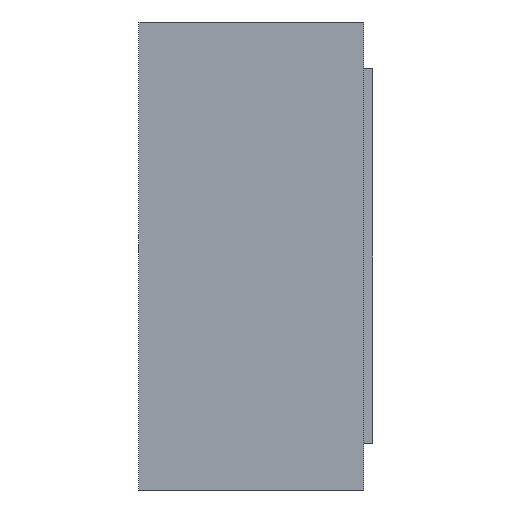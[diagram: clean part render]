
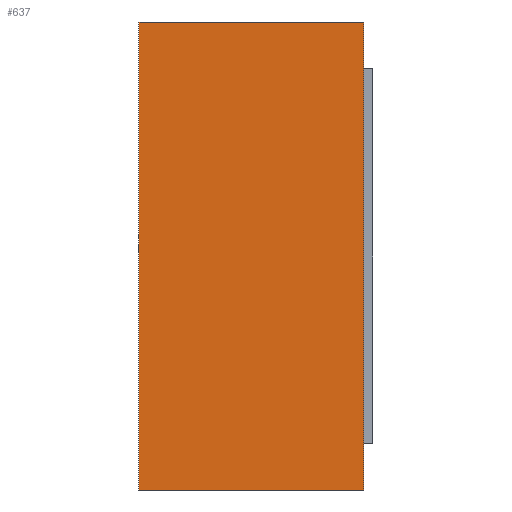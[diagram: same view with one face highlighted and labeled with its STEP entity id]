
A CAD part, left-side view. The second image highlights one B-rep face of the part: STEP entity #637.
In plain terms, the highlighted planar face has unit normal (-1, 0, 0).
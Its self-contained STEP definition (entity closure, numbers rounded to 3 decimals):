
#157 = LINE ( 'NONE', #591, #191 ) ;
#191 = VECTOR ( 'NONE', #1090, 1000. ) ;
#293 = VERTEX_POINT ( 'NONE', #1650 ) ;
#296 = CARTESIAN_POINT ( 'NONE',  ( -0.8, 0.48, -0.5 ) ) ;
#375 = CARTESIAN_POINT ( 'NONE',  ( -0.8, 0.48, 0.5 ) ) ;
#460 = VERTEX_POINT ( 'NONE', #522 ) ;
#467 = DIRECTION ( 'NONE',  ( 0., 0., -1. ) ) ;
#489 = FACE_OUTER_BOUND ( 'NONE', #1131, .T. ) ;
#522 = CARTESIAN_POINT ( 'NONE',  ( -0.8, 0.48, 0.5 ) ) ;
#531 = AXIS2_PLACEMENT_3D ( 'NONE', #1122, #1144, #467 ) ;
#535 = LINE ( 'NONE', #375, #540 ) ;
#540 = VECTOR ( 'NONE', #1191, 1000. ) ;
#591 = CARTESIAN_POINT ( 'NONE',  ( -0.8, 0., 0.5 ) ) ;
#606 = ORIENTED_EDGE ( 'NONE', *, *, #1183, .T. ) ;
#637 = ADVANCED_FACE ( 'NONE', ( #489 ), #1395, .F. ) ;
#793 = DIRECTION ( 'NONE',  ( 0., -1., 0. ) ) ;
#826 = CARTESIAN_POINT ( 'NONE',  ( -0.8, 0., 0.5 ) ) ;
#845 = DIRECTION ( 'NONE',  ( 0., -1., 0. ) ) ;
#863 = CARTESIAN_POINT ( 'NONE',  ( -0.8, 0., -0.5 ) ) ;
#897 = ORIENTED_EDGE ( 'NONE', *, *, #1302, .F. ) ;
#981 = VERTEX_POINT ( 'NONE', #826 ) ;
#988 = EDGE_CURVE ( 'NONE', #1272, #981, #157, .T. ) ;
#1024 = CARTESIAN_POINT ( 'NONE',  ( -0.8, 0.48, 0.5 ) ) ;
#1061 = LINE ( 'NONE', #296, #1414 ) ;
#1090 = DIRECTION ( 'NONE',  ( 0., 0., 1. ) ) ;
#1118 = ORIENTED_EDGE ( 'NONE', *, *, #1337, .F. ) ;
#1122 = CARTESIAN_POINT ( 'NONE',  ( -0.8, 0.48, 0.5 ) ) ;
#1131 = EDGE_LOOP ( 'NONE', ( #1161, #897, #1118, #606 ) ) ;
#1144 = DIRECTION ( 'NONE',  ( 1., 0., 0. ) ) ;
#1161 = ORIENTED_EDGE ( 'NONE', *, *, #988, .T. ) ;
#1183 = EDGE_CURVE ( 'NONE', #293, #1272, #1061, .T. ) ;
#1191 = DIRECTION ( 'NONE',  ( 0., 0., 1. ) ) ;
#1272 = VERTEX_POINT ( 'NONE', #863 ) ;
#1302 = EDGE_CURVE ( 'NONE', #460, #981, #1461, .T. ) ;
#1337 = EDGE_CURVE ( 'NONE', #293, #460, #535, .T. ) ;
#1395 = PLANE ( 'NONE',  #531 ) ;
#1414 = VECTOR ( 'NONE', #845, 1000. ) ;
#1416 = VECTOR ( 'NONE', #793, 1000. ) ;
#1461 = LINE ( 'NONE', #1024, #1416 ) ;
#1650 = CARTESIAN_POINT ( 'NONE',  ( -0.8, 0.48, -0.5 ) ) ;
